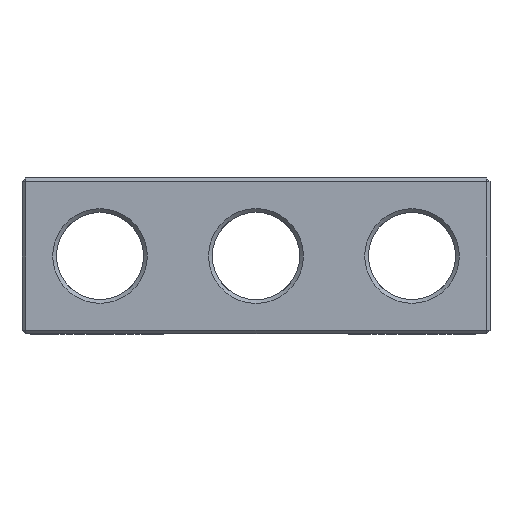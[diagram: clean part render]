
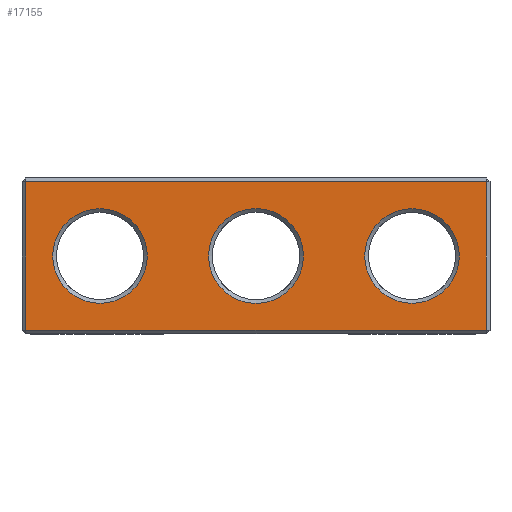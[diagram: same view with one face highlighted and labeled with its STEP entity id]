
A CAD part, front view. The second image highlights one B-rep face of the part: STEP entity #17155.
In plain terms, the highlighted planar face has unit normal (0, -1, 0).
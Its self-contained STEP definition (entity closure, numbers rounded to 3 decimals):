
#1553 = PLANE('',#1554);
#1554 = AXIS2_PLACEMENT_3D('',#1555,#1556,#1557);
#1555 = CARTESIAN_POINT('',(-31.25,-6.1,0.15));
#1556 = DIRECTION('',(0.,-0.707,-0.707));
#1557 = DIRECTION('',(-1.,-0.,-0.));
#10367 = VERTEX_POINT('',#10368);
#10368 = CARTESIAN_POINT('',(-30.95,-6.25,0.3));
#10394 = EDGE_CURVE('',#10367,#10395,#10397,.T.);
#10395 = VERTEX_POINT('',#10396);
#10396 = CARTESIAN_POINT('',(5.95,-6.25,0.3));
#10397 = SURFACE_CURVE('',#10398,(#10402,#10409),.PCURVE_S1.);
#10398 = LINE('',#10399,#10400);
#10399 = CARTESIAN_POINT('',(-31.25,-6.25,0.3));
#10400 = VECTOR('',#10401,1.);
#10401 = DIRECTION('',(1.,0.,0.));
#10402 = PCURVE('',#1553,#10403);
#10403 = DEFINITIONAL_REPRESENTATION('',(#10404),#10408);
#10404 = LINE('',#10405,#10406);
#10405 = CARTESIAN_POINT('',(-0.,-0.212));
#10406 = VECTOR('',#10407,1.);
#10407 = DIRECTION('',(-1.,0.));
#10408 = ( GEOMETRIC_REPRESENTATION_CONTEXT(2) 
PARAMETRIC_REPRESENTATION_CONTEXT() REPRESENTATION_CONTEXT('2D SPACE',''
  ) );
#10409 = PCURVE('',#10410,#10415);
#10410 = PLANE('',#10411);
#10411 = AXIS2_PLACEMENT_3D('',#10412,#10413,#10414);
#10412 = CARTESIAN_POINT('',(-31.25,-6.25,0.));
#10413 = DIRECTION('',(0.,1.,0.));
#10414 = DIRECTION('',(1.,0.,0.));
#10415 = DEFINITIONAL_REPRESENTATION('',(#10416),#10420);
#10416 = LINE('',#10417,#10418);
#10417 = CARTESIAN_POINT('',(0.,-0.3));
#10418 = VECTOR('',#10419,1.);
#10419 = DIRECTION('',(1.,0.));
#10420 = ( GEOMETRIC_REPRESENTATION_CONTEXT(2) 
PARAMETRIC_REPRESENTATION_CONTEXT() REPRESENTATION_CONTEXT('2D SPACE',''
  ) );
#16634 = PLANE('',#16635);
#16635 = AXIS2_PLACEMENT_3D('',#16636,#16637,#16638);
#16636 = CARTESIAN_POINT('',(6.1,-6.1,0.));
#16637 = DIRECTION('',(0.707,-0.707,0.));
#16638 = DIRECTION('',(-0.,-0.,-1.));
#17144 = PLANE('',#17145);
#17145 = AXIS2_PLACEMENT_3D('',#17146,#17147,#17148);
#17146 = CARTESIAN_POINT('',(-31.1,-6.1,0.));
#17147 = DIRECTION('',(-0.707,-0.707,0.));
#17148 = DIRECTION('',(-0.,-0.,-1.));
#17155 = ADVANCED_FACE('',(#17156,#17231,#17266,#17297),#10410,.F.);
#17156 = FACE_BOUND('',#17157,.F.);
#17157 = EDGE_LOOP('',(#17158,#17188,#17209,#17210));
#17158 = ORIENTED_EDGE('',*,*,#17159,.T.);
#17159 = EDGE_CURVE('',#17160,#17162,#17164,.T.);
#17160 = VERTEX_POINT('',#17161);
#17161 = CARTESIAN_POINT('',(-30.95,-6.25,12.2));
#17162 = VERTEX_POINT('',#17163);
#17163 = CARTESIAN_POINT('',(5.95,-6.25,12.2));
#17164 = SURFACE_CURVE('',#17165,(#17169,#17176),.PCURVE_S1.);
#17165 = LINE('',#17166,#17167);
#17166 = CARTESIAN_POINT('',(-31.25,-6.25,12.2));
#17167 = VECTOR('',#17168,1.);
#17168 = DIRECTION('',(1.,0.,0.));
#17169 = PCURVE('',#10410,#17170);
#17170 = DEFINITIONAL_REPRESENTATION('',(#17171),#17175);
#17171 = LINE('',#17172,#17173);
#17172 = CARTESIAN_POINT('',(0.,-12.2));
#17173 = VECTOR('',#17174,1.);
#17174 = DIRECTION('',(1.,0.));
#17175 = ( GEOMETRIC_REPRESENTATION_CONTEXT(2) 
PARAMETRIC_REPRESENTATION_CONTEXT() REPRESENTATION_CONTEXT('2D SPACE',''
  ) );
#17176 = PCURVE('',#17177,#17182);
#17177 = PLANE('',#17178);
#17178 = AXIS2_PLACEMENT_3D('',#17179,#17180,#17181);
#17179 = CARTESIAN_POINT('',(-31.25,-6.1,12.35));
#17180 = DIRECTION('',(0.,0.707,-0.707));
#17181 = DIRECTION('',(-1.,-0.,-0.));
#17182 = DEFINITIONAL_REPRESENTATION('',(#17183),#17187);
#17183 = LINE('',#17184,#17185);
#17184 = CARTESIAN_POINT('',(-0.,-0.212));
#17185 = VECTOR('',#17186,1.);
#17186 = DIRECTION('',(-1.,0.));
#17187 = ( GEOMETRIC_REPRESENTATION_CONTEXT(2) 
PARAMETRIC_REPRESENTATION_CONTEXT() REPRESENTATION_CONTEXT('2D SPACE',''
  ) );
#17188 = ORIENTED_EDGE('',*,*,#17189,.F.);
#17189 = EDGE_CURVE('',#10395,#17162,#17190,.T.);
#17190 = SURFACE_CURVE('',#17191,(#17195,#17202),.PCURVE_S1.);
#17191 = LINE('',#17192,#17193);
#17192 = CARTESIAN_POINT('',(5.95,-6.25,0.));
#17193 = VECTOR('',#17194,1.);
#17194 = DIRECTION('',(0.,0.,1.));
#17195 = PCURVE('',#10410,#17196);
#17196 = DEFINITIONAL_REPRESENTATION('',(#17197),#17201);
#17197 = LINE('',#17198,#17199);
#17198 = CARTESIAN_POINT('',(37.2,0.));
#17199 = VECTOR('',#17200,1.);
#17200 = DIRECTION('',(0.,-1.));
#17201 = ( GEOMETRIC_REPRESENTATION_CONTEXT(2) 
PARAMETRIC_REPRESENTATION_CONTEXT() REPRESENTATION_CONTEXT('2D SPACE',''
  ) );
#17202 = PCURVE('',#16634,#17203);
#17203 = DEFINITIONAL_REPRESENTATION('',(#17204),#17208);
#17204 = LINE('',#17205,#17206);
#17205 = CARTESIAN_POINT('',(-0.,-0.212));
#17206 = VECTOR('',#17207,1.);
#17207 = DIRECTION('',(-1.,0.));
#17208 = ( GEOMETRIC_REPRESENTATION_CONTEXT(2) 
PARAMETRIC_REPRESENTATION_CONTEXT() REPRESENTATION_CONTEXT('2D SPACE',''
  ) );
#17209 = ORIENTED_EDGE('',*,*,#10394,.F.);
#17210 = ORIENTED_EDGE('',*,*,#17211,.T.);
#17211 = EDGE_CURVE('',#10367,#17160,#17212,.T.);
#17212 = SURFACE_CURVE('',#17213,(#17217,#17224),.PCURVE_S1.);
#17213 = LINE('',#17214,#17215);
#17214 = CARTESIAN_POINT('',(-30.95,-6.25,0.));
#17215 = VECTOR('',#17216,1.);
#17216 = DIRECTION('',(0.,0.,1.));
#17217 = PCURVE('',#10410,#17218);
#17218 = DEFINITIONAL_REPRESENTATION('',(#17219),#17223);
#17219 = LINE('',#17220,#17221);
#17220 = CARTESIAN_POINT('',(0.3,0.));
#17221 = VECTOR('',#17222,1.);
#17222 = DIRECTION('',(0.,-1.));
#17223 = ( GEOMETRIC_REPRESENTATION_CONTEXT(2) 
PARAMETRIC_REPRESENTATION_CONTEXT() REPRESENTATION_CONTEXT('2D SPACE',''
  ) );
#17224 = PCURVE('',#17144,#17225);
#17225 = DEFINITIONAL_REPRESENTATION('',(#17226),#17230);
#17226 = LINE('',#17227,#17228);
#17227 = CARTESIAN_POINT('',(-0.,0.212));
#17228 = VECTOR('',#17229,1.);
#17229 = DIRECTION('',(-1.,0.));
#17230 = ( GEOMETRIC_REPRESENTATION_CONTEXT(2) 
PARAMETRIC_REPRESENTATION_CONTEXT() REPRESENTATION_CONTEXT('2D SPACE',''
  ) );
#17231 = FACE_BOUND('',#17232,.F.);
#17232 = EDGE_LOOP('',(#17233));
#17233 = ORIENTED_EDGE('',*,*,#17234,.T.);
#17234 = EDGE_CURVE('',#17235,#17235,#17237,.T.);
#17235 = VERTEX_POINT('',#17236);
#17236 = CARTESIAN_POINT('',(-25.,-6.25,10.04));
#17237 = SURFACE_CURVE('',#17238,(#17243,#17254),.PCURVE_S1.);
#17238 = CIRCLE('',#17239,3.79);
#17239 = AXIS2_PLACEMENT_3D('',#17240,#17241,#17242);
#17240 = CARTESIAN_POINT('',(-25.,-6.25,6.25));
#17241 = DIRECTION('',(0.,-1.,0.));
#17242 = DIRECTION('',(0.,0.,1.));
#17243 = PCURVE('',#10410,#17244);
#17244 = DEFINITIONAL_REPRESENTATION('',(#17245),#17253);
#17245 = ( BOUNDED_CURVE() B_SPLINE_CURVE(2,(#17246,#17247,#17248,#17249
    ,#17250,#17251,#17252),.UNSPECIFIED.,.T.,.F.) 
B_SPLINE_CURVE_WITH_KNOTS((1,2,2,2,2,1),(-2.094,0.,
    2.094,4.189,6.283,8.378),
.UNSPECIFIED.) CURVE() GEOMETRIC_REPRESENTATION_ITEM() 
RATIONAL_B_SPLINE_CURVE((1.,0.5,1.,0.5,1.,0.5,1.)) REPRESENTATION_ITEM(
  '') );
#17246 = CARTESIAN_POINT('',(6.25,-10.04));
#17247 = CARTESIAN_POINT('',(-0.314,-10.04));
#17248 = CARTESIAN_POINT('',(2.968,-4.355));
#17249 = CARTESIAN_POINT('',(6.25,1.33));
#17250 = CARTESIAN_POINT('',(9.532,-4.355));
#17251 = CARTESIAN_POINT('',(12.814,-10.04));
#17252 = CARTESIAN_POINT('',(6.25,-10.04));
#17253 = ( GEOMETRIC_REPRESENTATION_CONTEXT(2) 
PARAMETRIC_REPRESENTATION_CONTEXT() REPRESENTATION_CONTEXT('2D SPACE',''
  ) );
#17254 = PCURVE('',#17255,#17260);
#17255 = CONICAL_SURFACE('',#17256,3.49,0.785);
#17256 = AXIS2_PLACEMENT_3D('',#17257,#17258,#17259);
#17257 = CARTESIAN_POINT('',(-25.,-5.95,6.25));
#17258 = DIRECTION('',(0.,-1.,0.));
#17259 = DIRECTION('',(0.,0.,1.));
#17260 = DEFINITIONAL_REPRESENTATION('',(#17261),#17265);
#17261 = LINE('',#17262,#17263);
#17262 = CARTESIAN_POINT('',(0.,0.3));
#17263 = VECTOR('',#17264,1.);
#17264 = DIRECTION('',(1.,0.));
#17265 = ( GEOMETRIC_REPRESENTATION_CONTEXT(2) 
PARAMETRIC_REPRESENTATION_CONTEXT() REPRESENTATION_CONTEXT('2D SPACE',''
  ) );
#17266 = FACE_BOUND('',#17267,.F.);
#17267 = EDGE_LOOP('',(#17268));
#17268 = ORIENTED_EDGE('',*,*,#17269,.F.);
#17269 = EDGE_CURVE('',#17270,#17270,#17272,.T.);
#17270 = VERTEX_POINT('',#17271);
#17271 = CARTESIAN_POINT('',(-12.5,-6.25,10.05));
#17272 = SURFACE_CURVE('',#17273,(#17278,#17285),.PCURVE_S1.);
#17273 = CIRCLE('',#17274,3.8);
#17274 = AXIS2_PLACEMENT_3D('',#17275,#17276,#17277);
#17275 = CARTESIAN_POINT('',(-12.5,-6.25,6.25));
#17276 = DIRECTION('',(0.,1.,0.));
#17277 = DIRECTION('',(0.,0.,1.));
#17278 = PCURVE('',#10410,#17279);
#17279 = DEFINITIONAL_REPRESENTATION('',(#17280),#17284);
#17280 = CIRCLE('',#17281,3.8);
#17281 = AXIS2_PLACEMENT_2D('',#17282,#17283);
#17282 = CARTESIAN_POINT('',(18.75,-6.25));
#17283 = DIRECTION('',(0.,-1.));
#17284 = ( GEOMETRIC_REPRESENTATION_CONTEXT(2) 
PARAMETRIC_REPRESENTATION_CONTEXT() REPRESENTATION_CONTEXT('2D SPACE',''
  ) );
#17285 = PCURVE('',#17286,#17291);
#17286 = CONICAL_SURFACE('',#17287,3.5,0.785);
#17287 = AXIS2_PLACEMENT_3D('',#17288,#17289,#17290);
#17288 = CARTESIAN_POINT('',(-12.5,-5.95,6.25));
#17289 = DIRECTION('',(0.,-1.,0.));
#17290 = DIRECTION('',(0.,0.,1.));
#17291 = DEFINITIONAL_REPRESENTATION('',(#17292),#17296);
#17292 = LINE('',#17293,#17294);
#17293 = CARTESIAN_POINT('',(-0.,0.3));
#17294 = VECTOR('',#17295,1.);
#17295 = DIRECTION('',(-1.,0.));
#17296 = ( GEOMETRIC_REPRESENTATION_CONTEXT(2) 
PARAMETRIC_REPRESENTATION_CONTEXT() REPRESENTATION_CONTEXT('2D SPACE',''
  ) );
#17297 = FACE_BOUND('',#17298,.F.);
#17298 = EDGE_LOOP('',(#17299));
#17299 = ORIENTED_EDGE('',*,*,#17300,.F.);
#17300 = EDGE_CURVE('',#17301,#17301,#17303,.T.);
#17301 = VERTEX_POINT('',#17302);
#17302 = CARTESIAN_POINT('',(0.,-6.25,10.04));
#17303 = SURFACE_CURVE('',#17304,(#17309,#17316),.PCURVE_S1.);
#17304 = CIRCLE('',#17305,3.79);
#17305 = AXIS2_PLACEMENT_3D('',#17306,#17307,#17308);
#17306 = CARTESIAN_POINT('',(0.,-6.25,6.25));
#17307 = DIRECTION('',(0.,1.,0.));
#17308 = DIRECTION('',(0.,0.,1.));
#17309 = PCURVE('',#10410,#17310);
#17310 = DEFINITIONAL_REPRESENTATION('',(#17311),#17315);
#17311 = CIRCLE('',#17312,3.79);
#17312 = AXIS2_PLACEMENT_2D('',#17313,#17314);
#17313 = CARTESIAN_POINT('',(31.25,-6.25));
#17314 = DIRECTION('',(0.,-1.));
#17315 = ( GEOMETRIC_REPRESENTATION_CONTEXT(2) 
PARAMETRIC_REPRESENTATION_CONTEXT() REPRESENTATION_CONTEXT('2D SPACE',''
  ) );
#17316 = PCURVE('',#17317,#17322);
#17317 = CONICAL_SURFACE('',#17318,3.79,0.785);
#17318 = AXIS2_PLACEMENT_3D('',#17319,#17320,#17321);
#17319 = CARTESIAN_POINT('',(0.,-6.25,6.25));
#17320 = DIRECTION('',(0.,-1.,0.));
#17321 = DIRECTION('',(0.,0.,1.));
#17322 = DEFINITIONAL_REPRESENTATION('',(#17323),#17327);
#17323 = LINE('',#17324,#17325);
#17324 = CARTESIAN_POINT('',(-0.,-0.));
#17325 = VECTOR('',#17326,1.);
#17326 = DIRECTION('',(-1.,-0.));
#17327 = ( GEOMETRIC_REPRESENTATION_CONTEXT(2) 
PARAMETRIC_REPRESENTATION_CONTEXT() REPRESENTATION_CONTEXT('2D SPACE',''
  ) );
